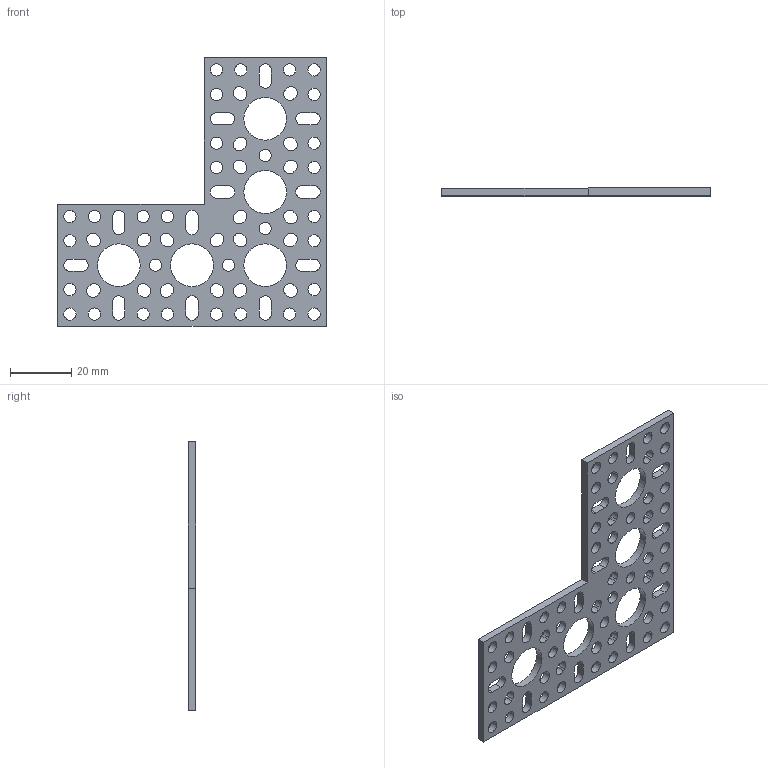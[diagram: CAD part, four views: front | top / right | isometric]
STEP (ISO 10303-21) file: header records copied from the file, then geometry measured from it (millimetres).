
FILE_DESCRIPTION( ( '' ), ' ' );
FILE_NAME( '5a2ac5cb72ac810ef6302cba.step', '2017-12-08T17:03:08', ( '' ), ( '' ), ' ', ' ', ' ' );
FILE_SCHEMA( ( 'AUTOMOTIVE_DESIGN { 1 0 10303 214 1 1 1 1 }' ) );
Length unit declared in the file: metre
Products named in the file (1): 1108-0040-0007
Bounding box: 88 x 2.5 x 88 mm (x, y, z)
Volume: 9079.3 mm3; surface area: 10981.1 mm2
Topology: 1 solids, 1 shells, 172 faces, 510 edges, 340 vertices
Faces by surface type: cylinder 100, plane 72
Full cylindrical faces by diameter (mm): 4 x31, 14 x5
Entity records: 7318 total; most frequent: DIRECTION 1020, CARTESIAN_POINT 987, ORIENTED_EDGE 948, EDGE_CURVE 474, AXIS2_PLACEMENT_3D 373, EDGE_LOOP 344, VERTEX_POINT 340, LINE 274
